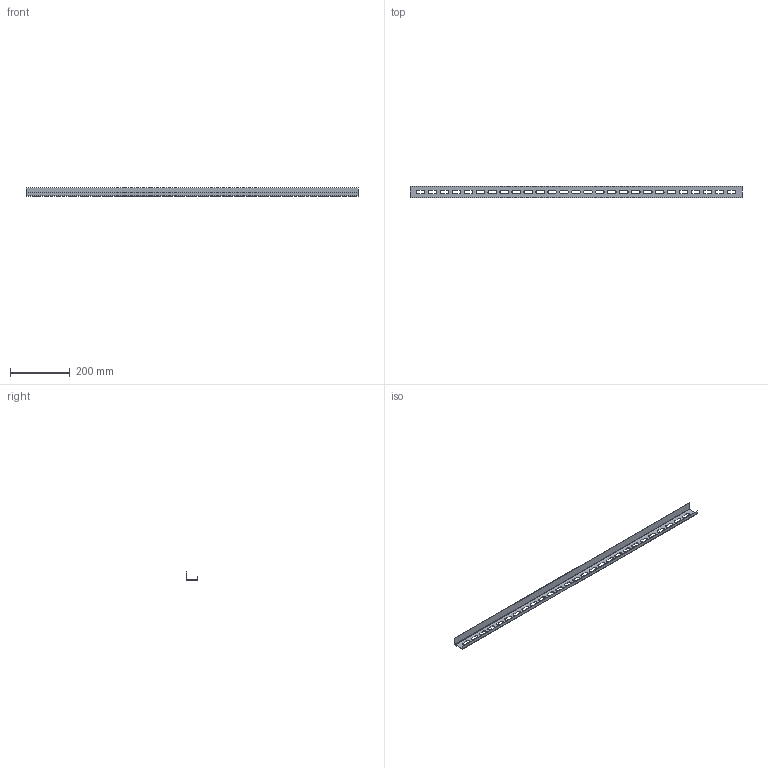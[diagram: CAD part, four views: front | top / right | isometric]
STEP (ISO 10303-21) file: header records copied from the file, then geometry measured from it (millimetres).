
FILE_DESCRIPTION((''),'2;1');
FILE_NAME('ASM0040_ASM','2021-03-09T',('marketing.praksa'),('Audax d.o.o.'),'CREO PARAMETRIC BY PTC INC, 2017480','CREO PARAMETRIC BY PTC INC, 2017480','');
FILE_SCHEMA(('AUTOMOTIVE_DESIGN { 1 0 10303 214 1 1 1 1 }'));
Length unit declared in the file: millimetre
Products named in the file (5): ETI_LOGO_1_1_1_1_1_1_1_2_3_4_16; ETI_LOGO_2_1_1_1_1_1_1_2_3_4_16; ETI_LOGO_3_1_1_1_1_1_1_2_3_4_16; PRT0059_1_1; ASM0040_ASM
Assembly tree (4 placements, depth 2):
  ASM0040_ASM
    ETI_LOGO_1_1_1_1_1_1_1_2_3_4_16
    ETI_LOGO_2_1_1_1_1_1_1_2_3_4_16
    ETI_LOGO_3_1_1_1_1_1_1_2_3_4_16
    PRT0059_1_1
Bounding box: 1110 x 38 x 27 mm (x, y, z)
Volume: 75786.3 mm3; surface area: 154083.7 mm2
Topology: 4 solids, 4 shells, 228 faces, 769 edges, 552 vertices
Faces by surface type: plane 122, cylinder 106
Entity records: 13050 total; most frequent: CARTESIAN_POINT 1681, ORIENTED_EDGE 1538, DIRECTION 1527, PRESENTATION_STYLE_ASSIGNMENT 1001, STYLED_ITEM 1001, CURVE_STYLE 769, EDGE_CURVE 769, AXIS2_PLACEMENT_3D 552
